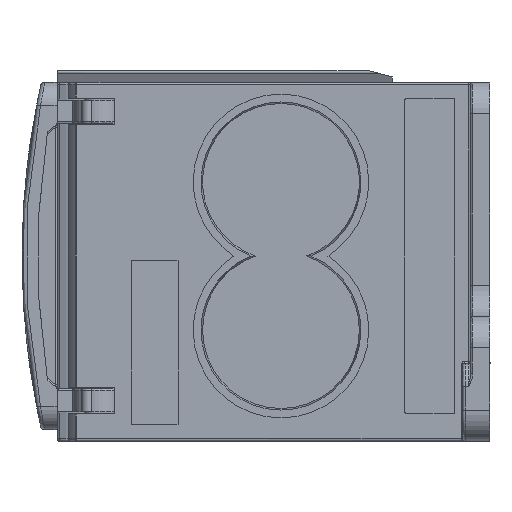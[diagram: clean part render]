
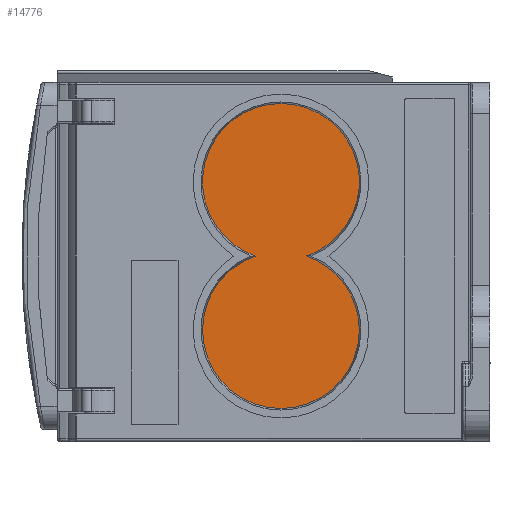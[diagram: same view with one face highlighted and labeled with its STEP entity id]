
A CAD part, left-side view. The second image highlights one B-rep face of the part: STEP entity #14776.
In plain terms, the highlighted planar face has unit normal (-1, 0, 0).
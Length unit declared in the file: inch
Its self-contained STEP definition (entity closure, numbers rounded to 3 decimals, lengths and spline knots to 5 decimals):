
#448 = CARTESIAN_POINT ( 'NONE',  ( -1.71808, 0.94675, 0.63768 ) ) ;
#497 = CIRCLE ( 'NONE', #22182, 0.39567 ) ;
#1352 = PLANE ( 'NONE',  #12188 ) ;
#1819 = CARTESIAN_POINT ( 'NONE',  ( -1.71808, 0.81765, 1.01169 ) ) ;
#2463 = AXIS2_PLACEMENT_3D ( 'NONE', #26155, #6718, #15374 ) ;
#3104 = VERTEX_POINT ( 'NONE', #16854 ) ;
#3317 = DIRECTION ( 'NONE',  ( -1., 0., 0. ) ) ;
#3635 = EDGE_CURVE ( 'NONE', #18630, #3104, #27831, .T. ) ;
#4565 = ORIENTED_EDGE ( 'NONE', *, *, #7669, .T. ) ;
#5727 = CARTESIAN_POINT ( 'NONE',  ( -1.71808, -0.00124, -0.29736 ) ) ;
#6326 = DIRECTION ( 'NONE',  ( -1., 0., 0. ) ) ;
#6718 = DIRECTION ( 'NONE',  ( -1., 0., 0. ) ) ;
#7578 = DIRECTION ( 'NONE',  ( -1., 0., 0. ) ) ;
#7669 = EDGE_CURVE ( 'NONE', #24920, #23357, #20941, .T. ) ;
#8137 = VERTEX_POINT ( 'NONE', #448 ) ;
#9406 = DIRECTION ( 'NONE',  ( -1., 0., 0. ) ) ;
#11708 = ORIENTED_EDGE ( 'NONE', *, *, #18497, .T. ) ;
#12188 = AXIS2_PLACEMENT_3D ( 'NONE', #5727, #3317, #14237 ) ;
#12375 = AXIS2_PLACEMENT_3D ( 'NONE', #1819, #6326, #20940 ) ;
#12835 = CARTESIAN_POINT ( 'NONE',  ( -1.71808, 0.68856, 0.63768 ) ) ;
#12897 = ORIENTED_EDGE ( 'NONE', *, *, #20825, .T. ) ;
#13453 = CARTESIAN_POINT ( 'NONE',  ( -1.71808, 0.81765, 0.26366 ) ) ;
#13656 = CARTESIAN_POINT ( 'NONE',  ( -1.71808, 0.81765, 0.26366 ) ) ;
#13881 = EDGE_CURVE ( 'NONE', #8137, #24920, #497, .T. ) ;
#14069 = EDGE_LOOP ( 'NONE', ( #18186, #11708, #28049, #4565, #12897 ) ) ;
#14237 = DIRECTION ( 'NONE',  ( 0., 0., 1. ) ) ;
#14368 = FACE_OUTER_BOUND ( 'NONE', #14069, .T. ) ;
#14390 = CARTESIAN_POINT ( 'NONE',  ( -1.71808, 1.21332, 0.26366 ) ) ;
#14708 = CIRCLE ( 'NONE', #21984, 0.39567 ) ;
#14776 = ADVANCED_FACE ( 'NONE', ( #14368 ), #1352, .T. ) ;
#15374 = DIRECTION ( 'NONE',  ( 0., 0., 1. ) ) ;
#16854 = CARTESIAN_POINT ( 'NONE',  ( -1.71808, 0.81765, 1.40736 ) ) ;
#18186 = ORIENTED_EDGE ( 'NONE', *, *, #3635, .T. ) ;
#18497 = EDGE_CURVE ( 'NONE', #3104, #8137, #23724, .T. ) ;
#18630 = VERTEX_POINT ( 'NONE', #12835 ) ;
#20825 = EDGE_CURVE ( 'NONE', #23357, #18630, #14708, .T. ) ;
#20940 = DIRECTION ( 'NONE',  ( 0., 0., 1. ) ) ;
#20941 = CIRCLE ( 'NONE', #25493, 0.39567 ) ;
#21705 = CARTESIAN_POINT ( 'NONE',  ( -1.71808, 0.42199, 0.26366 ) ) ;
#21973 = DIRECTION ( 'NONE',  ( -1., 0., 0. ) ) ;
#21984 = AXIS2_PLACEMENT_3D ( 'NONE', #13656, #7578, #22330 ) ;
#22182 = AXIS2_PLACEMENT_3D ( 'NONE', #13453, #21973, #24521 ) ;
#22330 = DIRECTION ( 'NONE',  ( 0., -1., 0. ) ) ;
#23357 = VERTEX_POINT ( 'NONE', #21705 ) ;
#23724 = CIRCLE ( 'NONE', #12375, 0.39567 ) ;
#24521 = DIRECTION ( 'NONE',  ( 0., -1., 0. ) ) ;
#24590 = CARTESIAN_POINT ( 'NONE',  ( -1.71808, 0.81765, 0.26366 ) ) ;
#24920 = VERTEX_POINT ( 'NONE', #14390 ) ;
#25493 = AXIS2_PLACEMENT_3D ( 'NONE', #24590, #9406, #27282 ) ;
#26155 = CARTESIAN_POINT ( 'NONE',  ( -1.71808, 0.81765, 1.01169 ) ) ;
#27282 = DIRECTION ( 'NONE',  ( 0., -1., 0. ) ) ;
#27831 = CIRCLE ( 'NONE', #2463, 0.39567 ) ;
#28049 = ORIENTED_EDGE ( 'NONE', *, *, #13881, .T. ) ;
